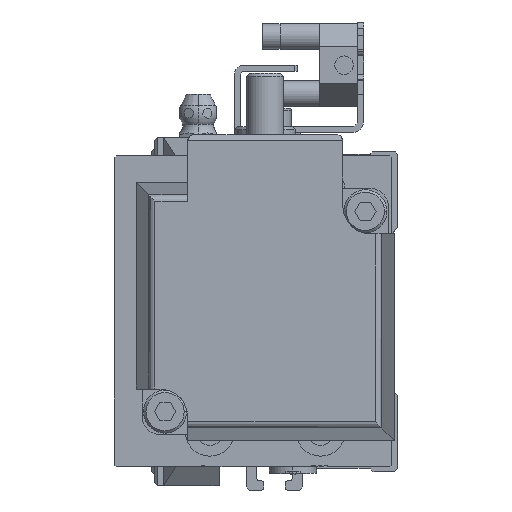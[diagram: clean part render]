
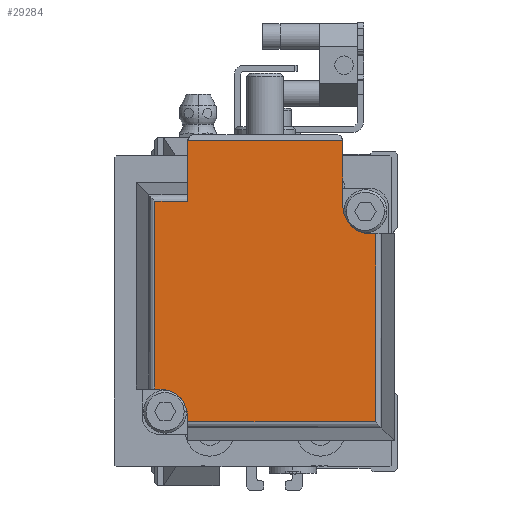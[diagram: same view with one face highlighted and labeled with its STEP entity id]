
A CAD part, left-side view. The second image highlights one B-rep face of the part: STEP entity #29284.
In plain terms, the highlighted face is planar.
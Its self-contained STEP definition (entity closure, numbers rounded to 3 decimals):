
#583 = VERTEX_POINT ( 'NONE', #42789 ) ;
#1191 = FACE_OUTER_BOUND ( 'NONE', #3274, .T. ) ;
#1589 = CARTESIAN_POINT ( 'NONE',  ( 17.929, 82.4, -12.6 ) ) ;
#2111 = VERTEX_POINT ( 'NONE', #38003 ) ;
#2380 = EDGE_CURVE ( 'NONE', #34691, #19468, #29371, .T. ) ;
#2562 = CARTESIAN_POINT ( 'NONE',  ( 17.929, 82.4, 12.6 ) ) ;
#3274 = EDGE_LOOP ( 'NONE', ( #42856, #3709, #20644, #27012, #11985, #3774, #42969, #24002, #10651, #27596, #13141, #36607 ) ) ;
#3449 = CARTESIAN_POINT ( 'NONE',  ( -17.929, 82.4, 25. ) ) ;
#3625 = VERTEX_POINT ( 'NONE', #23542 ) ;
#3709 = ORIENTED_EDGE ( 'NONE', *, *, #25641, .T. ) ;
#3774 = ORIENTED_EDGE ( 'NONE', *, *, #46962, .T. ) ;
#3927 = VECTOR ( 'NONE', #40897, 1000. ) ;
#5611 = CARTESIAN_POINT ( 'NONE',  ( 12.6, 82.4, 17.1 ) ) ;
#7177 = EDGE_CURVE ( 'NONE', #3625, #38072, #44994, .T. ) ;
#7200 = DIRECTION ( 'NONE',  ( 0., 0., -1. ) ) ;
#7241 = VECTOR ( 'NONE', #7200, 1000. ) ;
#7293 = DIRECTION ( 'NONE',  ( 0., 0., -1. ) ) ;
#7435 = CARTESIAN_POINT ( 'NONE',  ( 17.929, 82.4, 25. ) ) ;
#7953 = DIRECTION ( 'NONE',  ( 0., 1., 0. ) ) ;
#9863 = VECTOR ( 'NONE', #32571, 1000. ) ;
#10486 = CARTESIAN_POINT ( 'NONE',  ( -12.6, 82.4, -17.1 ) ) ;
#10651 = ORIENTED_EDGE ( 'NONE', *, *, #7177, .T. ) ;
#11693 = DIRECTION ( 'NONE',  ( 0., 0., -1. ) ) ;
#11820 = CARTESIAN_POINT ( 'NONE',  ( 27.7, 82.4, -12.6 ) ) ;
#11985 = ORIENTED_EDGE ( 'NONE', *, *, #20722, .T. ) ;
#12629 = PLANE ( 'NONE',  #23424 ) ;
#13141 = ORIENTED_EDGE ( 'NONE', *, *, #15040, .F. ) ;
#14009 = CARTESIAN_POINT ( 'NONE',  ( 27.7, 82.4, 12.6 ) ) ;
#14110 = CARTESIAN_POINT ( 'NONE',  ( -12.6, 82.4, 25. ) ) ;
#14214 = EDGE_CURVE ( 'NONE', #37739, #47089, #36081, .T. ) ;
#14988 = DIRECTION ( 'NONE',  ( 0., 0., -1. ) ) ;
#15040 = EDGE_CURVE ( 'NONE', #583, #2111, #21364, .T. ) ;
#15644 = DIRECTION ( 'NONE',  ( -1., 0., 0. ) ) ;
#15979 = VECTOR ( 'NONE', #14988, 1000. ) ;
#16087 = EDGE_CURVE ( 'NONE', #583, #47089, #26194, .T. ) ;
#16206 = DIRECTION ( 'NONE',  ( 0., -1., 0. ) ) ;
#17159 = VECTOR ( 'NONE', #34544, 1000. ) ;
#17443 = EDGE_CURVE ( 'NONE', #39245, #22104, #43543, .T. ) ;
#18920 = DIRECTION ( 'NONE',  ( 0., 0., -1. ) ) ;
#18960 = LINE ( 'NONE', #22792, #24217 ) ;
#19468 = VERTEX_POINT ( 'NONE', #10486 ) ;
#19970 = LINE ( 'NONE', #2562, #17159 ) ;
#20644 = ORIENTED_EDGE ( 'NONE', *, *, #17443, .T. ) ;
#20722 = EDGE_CURVE ( 'NONE', #38329, #31471, #39209, .T. ) ;
#21364 = LINE ( 'NONE', #31686, #39900 ) ;
#22104 = VERTEX_POINT ( 'NONE', #11820 ) ;
#22383 = CARTESIAN_POINT ( 'NONE',  ( 12.6, 82.4, 25. ) ) ;
#22792 = CARTESIAN_POINT ( 'NONE',  ( 25., 82.4, -17.929 ) ) ;
#23138 = AXIS2_PLACEMENT_3D ( 'NONE', #25534, #43887, #43413 ) ;
#23424 = AXIS2_PLACEMENT_3D ( 'NONE', #27190, #16206, #11693 ) ;
#23542 = CARTESIAN_POINT ( 'NONE',  ( -17.1, 82.4, -12.6 ) ) ;
#24002 = ORIENTED_EDGE ( 'NONE', *, *, #40919, .F. ) ;
#24217 = VECTOR ( 'NONE', #15644, 1000. ) ;
#25269 = VECTOR ( 'NONE', #7293, 1000. ) ;
#25534 = CARTESIAN_POINT ( 'NONE',  ( 17.1, 82.4, 17.1 ) ) ;
#25641 = EDGE_CURVE ( 'NONE', #37739, #39245, #19970, .T. ) ;
#26194 = LINE ( 'NONE', #22383, #15979 ) ;
#26577 = LINE ( 'NONE', #34001, #3927 ) ;
#26648 = DIRECTION ( 'NONE',  ( -1., 0., 0. ) ) ;
#27012 = ORIENTED_EDGE ( 'NONE', *, *, #36505, .T. ) ;
#27190 = CARTESIAN_POINT ( 'NONE',  ( 17.929, 82.4, 25. ) ) ;
#27596 = ORIENTED_EDGE ( 'NONE', *, *, #32756, .F. ) ;
#29134 = CARTESIAN_POINT ( 'NONE',  ( 17.929, 82.4, -17.929 ) ) ;
#29284 = ADVANCED_FACE ( 'NONE', ( #1191 ), #12629, .F. ) ;
#29371 = LINE ( 'NONE', #14110, #33679 ) ;
#30187 = CARTESIAN_POINT ( 'NONE',  ( 17.1, 82.4, 12.6 ) ) ;
#30307 = CARTESIAN_POINT ( 'NONE',  ( -12.6, 82.4, -17.929 ) ) ;
#31471 = VERTEX_POINT ( 'NONE', #29134 ) ;
#31686 = CARTESIAN_POINT ( 'NONE',  ( 25., 82.4, 17.929 ) ) ;
#32571 = DIRECTION ( 'NONE',  ( 0., 0., -1. ) ) ;
#32756 = EDGE_CURVE ( 'NONE', #2111, #38072, #43276, .T. ) ;
#33679 = VECTOR ( 'NONE', #36764, 1000. ) ;
#34001 = CARTESIAN_POINT ( 'NONE',  ( 27.7, 82.4, -12.6 ) ) ;
#34450 = VECTOR ( 'NONE', #26648, 1000. ) ;
#34544 = DIRECTION ( 'NONE',  ( 1., 0., 0. ) ) ;
#34691 = VERTEX_POINT ( 'NONE', #30307 ) ;
#35462 = AXIS2_PLACEMENT_3D ( 'NONE', #40641, #7953, #18920 ) ;
#36081 = CIRCLE ( 'NONE', #23138, 4.5 ) ;
#36505 = EDGE_CURVE ( 'NONE', #22104, #38329, #26577, .T. ) ;
#36607 = ORIENTED_EDGE ( 'NONE', *, *, #16087, .T. ) ;
#36764 = DIRECTION ( 'NONE',  ( 0., 0., 1. ) ) ;
#37067 = DIRECTION ( 'NONE',  ( -1., 0., 0. ) ) ;
#37739 = VERTEX_POINT ( 'NONE', #30187 ) ;
#38003 = CARTESIAN_POINT ( 'NONE',  ( -17.929, 82.4, 17.929 ) ) ;
#38072 = VERTEX_POINT ( 'NONE', #39887 ) ;
#38329 = VERTEX_POINT ( 'NONE', #42496 ) ;
#39209 = LINE ( 'NONE', #7435, #7241 ) ;
#39245 = VERTEX_POINT ( 'NONE', #44162 ) ;
#39887 = CARTESIAN_POINT ( 'NONE',  ( -17.929, 82.4, -12.6 ) ) ;
#39900 = VECTOR ( 'NONE', #37067, 1000. ) ;
#40641 = CARTESIAN_POINT ( 'NONE',  ( -17.1, 82.4, -17.1 ) ) ;
#40897 = DIRECTION ( 'NONE',  ( -1., 0., 0. ) ) ;
#40919 = EDGE_CURVE ( 'NONE', #3625, #19468, #45338, .T. ) ;
#42496 = CARTESIAN_POINT ( 'NONE',  ( 17.929, 82.4, -12.6 ) ) ;
#42789 = CARTESIAN_POINT ( 'NONE',  ( 12.6, 82.4, 17.929 ) ) ;
#42856 = ORIENTED_EDGE ( 'NONE', *, *, #14214, .F. ) ;
#42969 = ORIENTED_EDGE ( 'NONE', *, *, #2380, .T. ) ;
#43276 = LINE ( 'NONE', #3449, #9863 ) ;
#43413 = DIRECTION ( 'NONE',  ( 0., 0., -1. ) ) ;
#43543 = LINE ( 'NONE', #14009, #25269 ) ;
#43887 = DIRECTION ( 'NONE',  ( 0., 1., 0. ) ) ;
#44162 = CARTESIAN_POINT ( 'NONE',  ( 27.7, 82.4, 12.6 ) ) ;
#44994 = LINE ( 'NONE', #1589, #34450 ) ;
#45338 = CIRCLE ( 'NONE', #35462, 4.5 ) ;
#46962 = EDGE_CURVE ( 'NONE', #31471, #34691, #18960, .T. ) ;
#47089 = VERTEX_POINT ( 'NONE', #5611 ) ;
